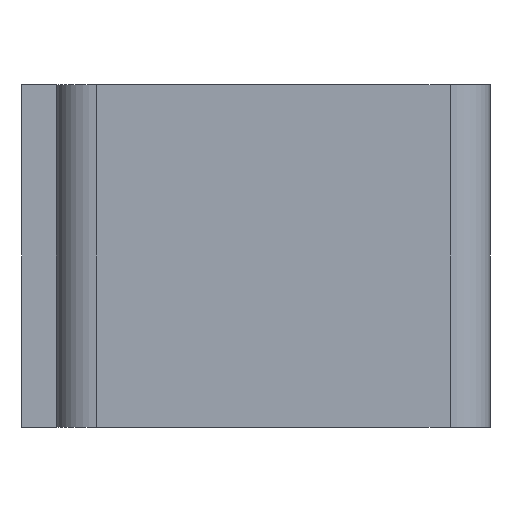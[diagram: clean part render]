
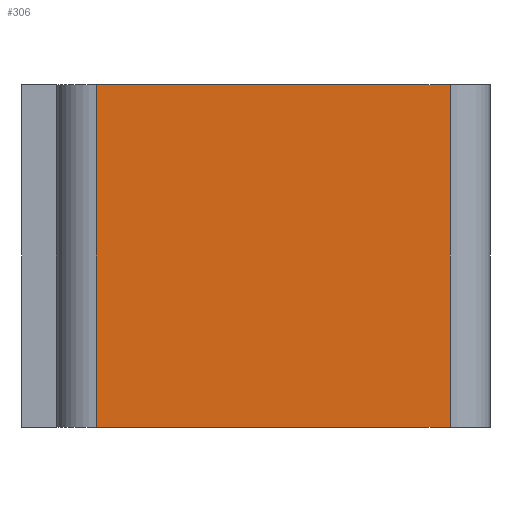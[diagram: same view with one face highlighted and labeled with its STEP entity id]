
A CAD part, left-side view. The second image highlights one B-rep face of the part: STEP entity #306.
In plain terms, the highlighted planar face has unit normal (-1, 0, 0).
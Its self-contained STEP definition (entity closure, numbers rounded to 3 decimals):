
#306 = ADVANCED_FACE ( 'NONE', ( #10521 ), #8315, .T. ) ;
#933 = LINE ( 'NONE', #2541, #14500 ) ;
#1107 = CARTESIAN_POINT ( 'NONE',  ( -19.5, -15.5, -15. ) ) ;
#1164 = AXIS2_PLACEMENT_3D ( 'NONE', #1107, #6531, #18899 ) ;
#1520 = ORIENTED_EDGE ( 'NONE', *, *, #2916, .T. ) ;
#1722 = CARTESIAN_POINT ( 'NONE',  ( -19.5, 15.5, 15. ) ) ;
#2541 = CARTESIAN_POINT ( 'NONE',  ( -19.5, -15.5, 15. ) ) ;
#2649 = EDGE_CURVE ( 'NONE', #5440, #10162, #933, .T. ) ;
#2916 = EDGE_CURVE ( 'NONE', #12987, #10162, #9514, .T. ) ;
#3675 = VECTOR ( 'NONE', #10730, 1000. ) ;
#4286 = EDGE_CURVE ( 'NONE', #19766, #5440, #13082, .T. ) ;
#5001 = CARTESIAN_POINT ( 'NONE',  ( -19.5, -15.5, -15. ) ) ;
#5440 = VERTEX_POINT ( 'NONE', #1722 ) ;
#6531 = DIRECTION ( 'NONE',  ( -1., 0., 0. ) ) ;
#8315 = PLANE ( 'NONE',  #1164 ) ;
#9514 = LINE ( 'NONE', #10835, #11182 ) ;
#9824 = CARTESIAN_POINT ( 'NONE',  ( -19.5, -15.5, -15. ) ) ;
#9880 = EDGE_CURVE ( 'NONE', #19766, #12987, #17714, .T. ) ;
#10162 = VERTEX_POINT ( 'NONE', #15895 ) ;
#10418 = EDGE_LOOP ( 'NONE', ( #17024, #14599, #20103, #1520 ) ) ;
#10521 = FACE_OUTER_BOUND ( 'NONE', #10418, .T. ) ;
#10730 = DIRECTION ( 'NONE',  ( 0., 0., 1. ) ) ;
#10835 = CARTESIAN_POINT ( 'NONE',  ( -19.5, -15.5, -15. ) ) ;
#11182 = VECTOR ( 'NONE', #14452, 1000. ) ;
#12774 = VECTOR ( 'NONE', #19216, 1000. ) ;
#12987 = VERTEX_POINT ( 'NONE', #9824 ) ;
#13082 = LINE ( 'NONE', #16055, #3675 ) ;
#14452 = DIRECTION ( 'NONE',  ( 0., 0., 1. ) ) ;
#14500 = VECTOR ( 'NONE', #20331, 1000. ) ;
#14599 = ORIENTED_EDGE ( 'NONE', *, *, #4286, .F. ) ;
#15895 = CARTESIAN_POINT ( 'NONE',  ( -19.5, -15.5, 15. ) ) ;
#16055 = CARTESIAN_POINT ( 'NONE',  ( -19.5, 15.5, -15. ) ) ;
#17024 = ORIENTED_EDGE ( 'NONE', *, *, #2649, .F. ) ;
#17714 = LINE ( 'NONE', #5001, #12774 ) ;
#18899 = DIRECTION ( 'NONE',  ( 0., 0., 1. ) ) ;
#19216 = DIRECTION ( 'NONE',  ( 0., -1., 0. ) ) ;
#19766 = VERTEX_POINT ( 'NONE', #22731 ) ;
#20103 = ORIENTED_EDGE ( 'NONE', *, *, #9880, .T. ) ;
#20331 = DIRECTION ( 'NONE',  ( 0., -1., 0. ) ) ;
#22731 = CARTESIAN_POINT ( 'NONE',  ( -19.5, 15.5, -15. ) ) ;
